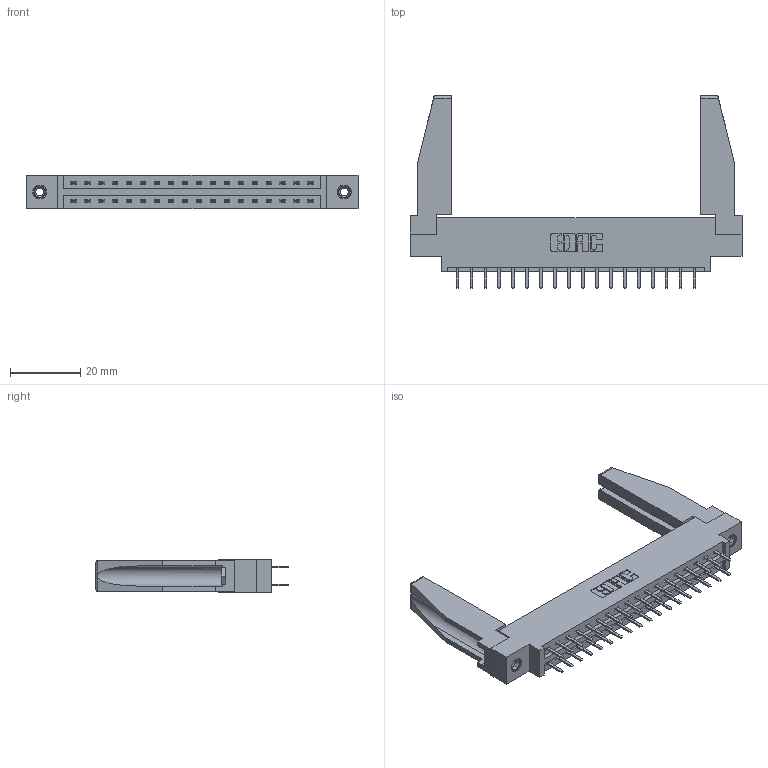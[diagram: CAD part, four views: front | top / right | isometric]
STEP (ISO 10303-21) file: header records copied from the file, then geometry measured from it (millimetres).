
FILE_DESCRIPTION (( 'STEP AP203' ), '1' );
FILE_NAME ('387-036-520-878.STEP', '2019-10-17T18:44:32', ( '' ), ( '' ), 'SwSTEP 2.0', 'SolidWorks 2016', '' );
FILE_SCHEMA (( 'CONFIG_CONTROL_DESIGN' ));
Length unit declared in the file: inch
Products named in the file (5): 307-220-078; 345-292-001_345-293-120; 345-250-001_345-250-001-102; 387-036-520-878; 337 Part_0.170 Offset - 0.156 Dia-TI
Assembly tree (41 placements, depth 2):
  387-036-520-878
    337 Part_0.170 Offset - 0.156 Dia-TI
    345-292-001_345-293-120  x36
    345-250-001_345-250-001-102  x2
    307-220-078  x2
Bounding box: 94.34 x 54.82 x 9.4 mm (x, y, z)
Volume: 13482.4 mm3; surface area: 14387.4 mm2
Topology: 41 solids, 41 shells, 2336 faces, 6737 edges, 4386 vertices
Faces by surface type: plane 1598, cylinder 722, cone 12, torus 4
Entity records: 19746 total; most frequent: CARTESIAN_POINT 3360, ORIENTED_EDGE 3240, DIRECTION 2896, EDGE_CURVE 1620, VECTOR 1450, LINE 1450, VERTEX_POINT 1072, AXIS2_PLACEMENT_3D 723
